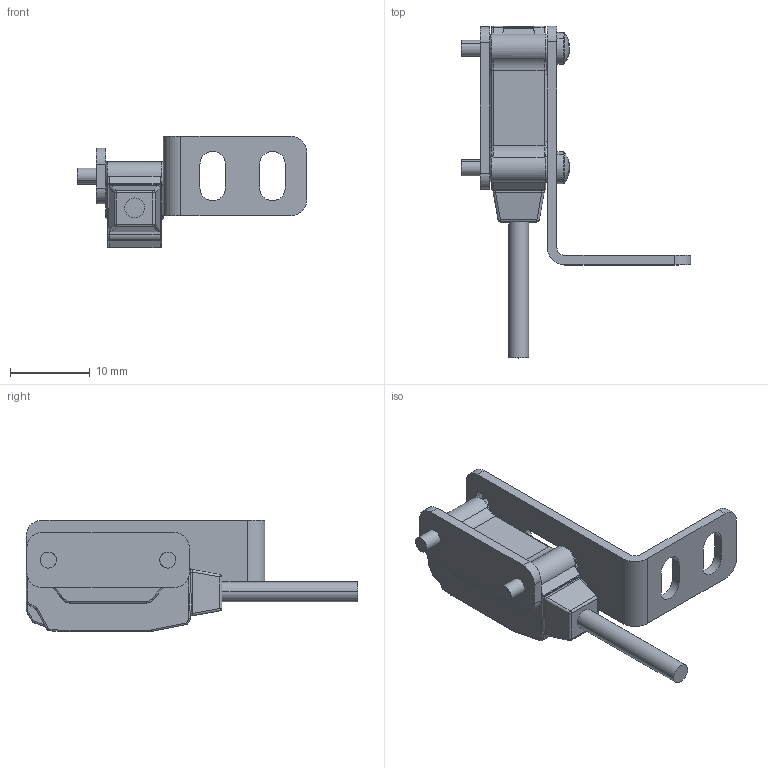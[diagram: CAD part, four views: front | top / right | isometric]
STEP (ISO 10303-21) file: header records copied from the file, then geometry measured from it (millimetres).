
FILE_DESCRIPTION (( 'STEP AP214' ), '1' );
FILE_NAME ('BTS15-LDTL_BTS15-LDTL-P_BTS15-LDTD_BTS15-LDTD-P_BTS30-LDTL_(3).STEP', '2019-07-01T07:05:22', ( '10118109' ), ( '' ), 'SwSTEP 2.0', 'SolidWorks 2018', '' );
FILE_SCHEMA (( 'AUTOMOTIVE_DESIGN' ));
Length unit declared in the file: millimetre
Products named in the file (1): BTS15-LDTL_BTS15-LDTL-P_BTS15-LDTD_BTS15-LDTD-P_BTS30-LDTL_(3)
Bounding box: 28.8 x 41.68 x 14 mm (x, y, z)
Volume: 2243 mm3; surface area: 2663.9 mm2
Topology: 5 solids, 5 shells, 622 faces, 1674 edges, 1070 vertices
Faces by surface type: plane 404, cylinder 144, torus 40, cone 22, sphere 10, bspline 2
Entity records: 26250 total; most frequent: CARTESIAN_POINT 3629, ORIENTED_EDGE 3324, DIRECTION 3242, EDGE_CURVE 1662, LINE 1184, VECTOR 1184, VERTEX_POINT 1070, AXIS2_PLACEMENT_3D 1029
